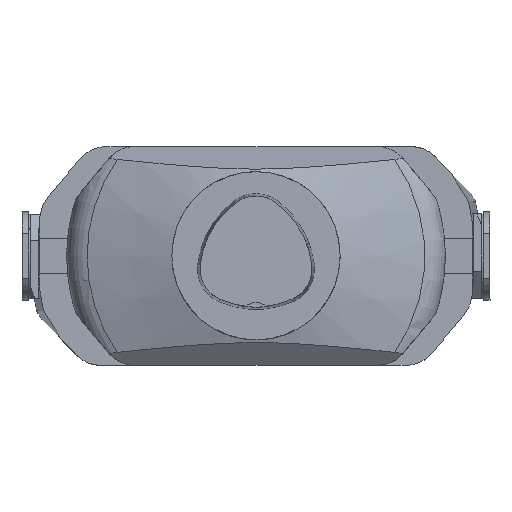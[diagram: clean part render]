
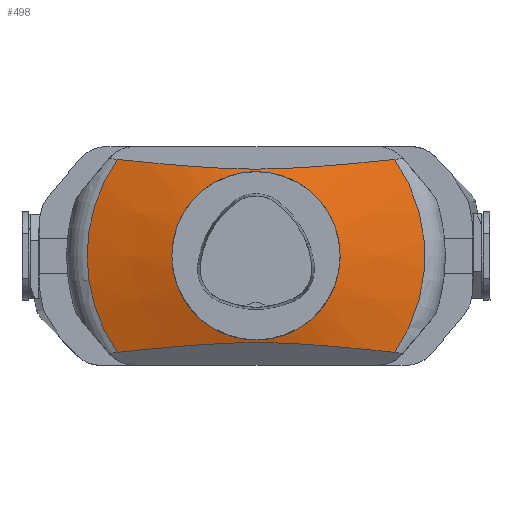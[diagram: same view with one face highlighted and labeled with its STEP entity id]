
A CAD part, top view. The second image highlights one B-rep face of the part: STEP entity #498.
In plain terms, the highlighted conical face has half-angle 72 degrees and reference radius 39.992 mm.
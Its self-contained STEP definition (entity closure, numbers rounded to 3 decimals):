
#450=CONICAL_SURFACE('',#2998,39.993,72.);
#457=FACE_BOUND('',#859,.T.);
#458=FACE_BOUND('',#860,.T.);
#488=B_SPLINE_CURVE_WITH_KNOTS('',3,(#4113,#4114,#4115,#4116,#4117,#4118,
#4119,#4120,#4121,#4122,#4123,#4124),.UNSPECIFIED.,.F.,.F.,(4,2,2,2,2,4),
(0.,0.25,0.375,0.5,0.75,1.),.UNSPECIFIED.);
#489=B_SPLINE_CURVE_WITH_KNOTS('',3,(#4125,#4126,#4127,#4128,#4129,#4130,
#4131,#4132,#4133,#4134,#4135,#4136),.UNSPECIFIED.,.F.,.F.,(4,2,2,2,2,4),
(0.,0.25,0.375,0.5,0.75,1.),.UNSPECIFIED.);
#498=ADVANCED_FACE('',(#457,#458),#450,.T.);
#859=EDGE_LOOP('',(#1106));
#860=EDGE_LOOP('',(#1107,#1108,#1109,#1110));
#1002=CIRCLE('',#2991,80.326);
#1004=CIRCLE('',#2994,80.326);
#1006=CIRCLE('',#2997,39.993);
#1106=ORIENTED_EDGE('',*,*,#2035,.T.);
#1107=ORIENTED_EDGE('',*,*,#2036,.F.);
#1108=ORIENTED_EDGE('',*,*,#2015,.T.);
#1109=ORIENTED_EDGE('',*,*,#2037,.F.);
#1110=ORIENTED_EDGE('',*,*,#2027,.T.);
#1784=VERTEX_POINT('',#4006);
#1785=VERTEX_POINT('',#4007);
#1796=VERTEX_POINT('',#4068);
#1797=VERTEX_POINT('',#4070);
#1804=VERTEX_POINT('',#4112);
#2015=EDGE_CURVE('',#1784,#1785,#1002,.T.);
#2027=EDGE_CURVE('',#1797,#1796,#1004,.T.);
#2035=EDGE_CURVE('',#1804,#1804,#1006,.T.);
#2036=EDGE_CURVE('',#1784,#1796,#488,.T.);
#2037=EDGE_CURVE('',#1797,#1785,#489,.T.);
#2991=AXIS2_PLACEMENT_3D('',#4005,#3262,#3263);
#2994=AXIS2_PLACEMENT_3D('',#4069,#3268,#3269);
#2997=AXIS2_PLACEMENT_3D('',#4111,#3274,#3275);
#2998=AXIS2_PLACEMENT_3D('',#4137,#3276,#3277);
#3262=DIRECTION('',(0.,0.,1.));
#3263=DIRECTION('',(-1.,0.,0.));
#3268=DIRECTION('',(0.,0.,1.));
#3269=DIRECTION('',(-1.,0.,0.));
#3274=DIRECTION('',(0.,0.,-1.));
#3275=DIRECTION('',(-1.,0.,0.));
#3276=DIRECTION('',(0.,0.,-1.));
#3277=DIRECTION('',(-1.,0.,0.));
#4005=CARTESIAN_POINT('',(0.,0.,-43.205));
#4006=CARTESIAN_POINT('',(65.929,-45.887,-43.205));
#4007=CARTESIAN_POINT('',(65.929,45.887,-43.205));
#4068=CARTESIAN_POINT('',(-65.929,-45.887,-43.205));
#4069=CARTESIAN_POINT('',(0.,0.,-43.205));
#4070=CARTESIAN_POINT('',(-65.929,45.887,-43.205));
#4111=CARTESIAN_POINT('',(0.,0.,-30.1));
#4112=CARTESIAN_POINT('',(-39.993,0.,-30.1));
#4113=CARTESIAN_POINT('',(65.929,-45.887,-43.205));
#4114=CARTESIAN_POINT('',(55.085,-44.758,-40.104));
#4115=CARTESIAN_POINT('',(44.209,-43.673,-37.122));
#4116=CARTESIAN_POINT('',(27.679,-42.352,-33.491));
#4117=CARTESIAN_POINT('',(22.13,-41.965,-32.43));
#4118=CARTESIAN_POINT('',(10.875,-41.415,-30.918));
#4119=CARTESIAN_POINT('',(5.106,-41.259,-30.488));
#4120=CARTESIAN_POINT('',(-11.853,-41.289,-30.571));
#4121=CARTESIAN_POINT('',(-22.807,-41.956,-32.403));
#4122=CARTESIAN_POINT('',(-44.488,-43.702,-37.202));
#4123=CARTESIAN_POINT('',(-55.221,-44.772,-40.142));
#4124=CARTESIAN_POINT('',(-65.929,-45.887,-43.205));
#4125=CARTESIAN_POINT('',(-65.929,45.887,-43.205));
#4126=CARTESIAN_POINT('',(-55.085,44.758,-40.104));
#4127=CARTESIAN_POINT('',(-44.209,43.673,-37.122));
#4128=CARTESIAN_POINT('',(-27.679,42.352,-33.491));
#4129=CARTESIAN_POINT('',(-22.13,41.965,-32.43));
#4130=CARTESIAN_POINT('',(-10.875,41.415,-30.918));
#4131=CARTESIAN_POINT('',(-5.106,41.259,-30.488));
#4132=CARTESIAN_POINT('',(11.853,41.289,-30.571));
#4133=CARTESIAN_POINT('',(22.807,41.956,-32.403));
#4134=CARTESIAN_POINT('',(44.488,43.702,-37.202));
#4135=CARTESIAN_POINT('',(55.221,44.772,-40.142));
#4136=CARTESIAN_POINT('',(65.929,45.887,-43.205));
#4137=CARTESIAN_POINT('',(0.,0.,-30.1));
